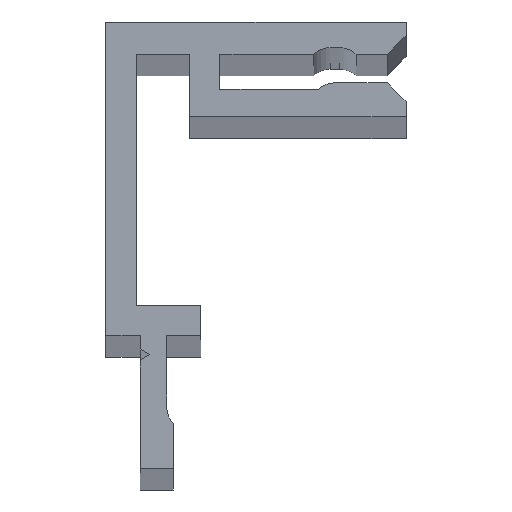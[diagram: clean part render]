
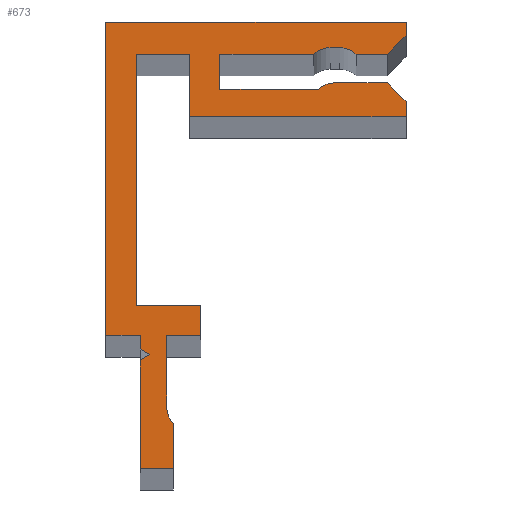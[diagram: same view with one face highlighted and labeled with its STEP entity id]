
A CAD part, top view. The second image highlights one B-rep face of the part: STEP entity #673.
In plain terms, the highlighted planar face has unit normal (0, 0, 1).
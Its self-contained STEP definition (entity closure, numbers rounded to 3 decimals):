
#25=CIRCLE('',#701,1.25);
#27=CIRCLE('',#715,1.25);
#29=CIRCLE('',#721,1.25);
#31=CIRCLE('',#725,1.25);
#160=ORIENTED_EDGE('',*,*,#224,.T.);
#161=ORIENTED_EDGE('',*,*,#228,.T.);
#162=ORIENTED_EDGE('',*,*,#231,.T.);
#163=ORIENTED_EDGE('',*,*,#234,.T.);
#164=ORIENTED_EDGE('',*,*,#237,.T.);
#165=ORIENTED_EDGE('',*,*,#240,.T.);
#166=ORIENTED_EDGE('',*,*,#243,.T.);
#167=ORIENTED_EDGE('',*,*,#246,.T.);
#168=ORIENTED_EDGE('',*,*,#249,.T.);
#169=ORIENTED_EDGE('',*,*,#252,.F.);
#170=ORIENTED_EDGE('',*,*,#255,.T.);
#171=ORIENTED_EDGE('',*,*,#258,.T.);
#172=ORIENTED_EDGE('',*,*,#261,.T.);
#173=ORIENTED_EDGE('',*,*,#264,.T.);
#174=ORIENTED_EDGE('',*,*,#267,.T.);
#175=ORIENTED_EDGE('',*,*,#270,.T.);
#176=ORIENTED_EDGE('',*,*,#273,.T.);
#177=ORIENTED_EDGE('',*,*,#276,.T.);
#178=ORIENTED_EDGE('',*,*,#279,.T.);
#179=ORIENTED_EDGE('',*,*,#282,.T.);
#180=ORIENTED_EDGE('',*,*,#285,.T.);
#181=ORIENTED_EDGE('',*,*,#288,.T.);
#182=ORIENTED_EDGE('',*,*,#291,.T.);
#183=ORIENTED_EDGE('',*,*,#294,.T.);
#184=ORIENTED_EDGE('',*,*,#297,.T.);
#185=ORIENTED_EDGE('',*,*,#300,.F.);
#186=ORIENTED_EDGE('',*,*,#303,.T.);
#187=ORIENTED_EDGE('',*,*,#306,.F.);
#188=ORIENTED_EDGE('',*,*,#309,.T.);
#189=ORIENTED_EDGE('',*,*,#312,.T.);
#190=ORIENTED_EDGE('',*,*,#314,.T.);
#224=EDGE_CURVE('',#318,#317,#379,.T.);
#228=EDGE_CURVE('',#317,#320,#383,.T.);
#231=EDGE_CURVE('',#320,#322,#386,.T.);
#234=EDGE_CURVE('',#322,#324,#389,.T.);
#237=EDGE_CURVE('',#324,#326,#392,.T.);
#240=EDGE_CURVE('',#326,#328,#395,.T.);
#243=EDGE_CURVE('',#328,#330,#398,.T.);
#246=EDGE_CURVE('',#330,#332,#401,.T.);
#249=EDGE_CURVE('',#332,#334,#404,.T.);
#252=EDGE_CURVE('',#336,#334,#25,.T.);
#255=EDGE_CURVE('',#336,#338,#408,.T.);
#258=EDGE_CURVE('',#338,#340,#411,.T.);
#261=EDGE_CURVE('',#340,#342,#414,.T.);
#264=EDGE_CURVE('',#342,#344,#417,.T.);
#267=EDGE_CURVE('',#344,#346,#420,.T.);
#270=EDGE_CURVE('',#346,#348,#423,.T.);
#273=EDGE_CURVE('',#348,#350,#426,.T.);
#276=EDGE_CURVE('',#350,#352,#429,.T.);
#279=EDGE_CURVE('',#352,#354,#432,.T.);
#282=EDGE_CURVE('',#354,#356,#435,.T.);
#285=EDGE_CURVE('',#356,#358,#438,.T.);
#288=EDGE_CURVE('',#358,#360,#27,.T.);
#291=EDGE_CURVE('',#360,#362,#442,.T.);
#294=EDGE_CURVE('',#362,#364,#445,.T.);
#297=EDGE_CURVE('',#364,#366,#448,.T.);
#300=EDGE_CURVE('',#368,#366,#29,.T.);
#303=EDGE_CURVE('',#368,#370,#452,.T.);
#306=EDGE_CURVE('',#372,#370,#31,.T.);
#309=EDGE_CURVE('',#372,#374,#456,.T.);
#312=EDGE_CURVE('',#374,#376,#459,.T.);
#314=EDGE_CURVE('',#376,#318,#461,.T.);
#317=VERTEX_POINT('',#909);
#318=VERTEX_POINT('',#911);
#320=VERTEX_POINT('',#917);
#322=VERTEX_POINT('',#923);
#324=VERTEX_POINT('',#929);
#326=VERTEX_POINT('',#935);
#328=VERTEX_POINT('',#941);
#330=VERTEX_POINT('',#947);
#332=VERTEX_POINT('',#953);
#334=VERTEX_POINT('',#959);
#336=VERTEX_POINT('',#965);
#338=VERTEX_POINT('',#971);
#340=VERTEX_POINT('',#977);
#342=VERTEX_POINT('',#983);
#344=VERTEX_POINT('',#989);
#346=VERTEX_POINT('',#995);
#348=VERTEX_POINT('',#1001);
#350=VERTEX_POINT('',#1007);
#352=VERTEX_POINT('',#1013);
#354=VERTEX_POINT('',#1019);
#356=VERTEX_POINT('',#1025);
#358=VERTEX_POINT('',#1031);
#360=VERTEX_POINT('',#1037);
#362=VERTEX_POINT('',#1043);
#364=VERTEX_POINT('',#1049);
#366=VERTEX_POINT('',#1055);
#368=VERTEX_POINT('',#1061);
#370=VERTEX_POINT('',#1067);
#372=VERTEX_POINT('',#1073);
#374=VERTEX_POINT('',#1079);
#376=VERTEX_POINT('',#1085);
#379=LINE('',#910,#464);
#383=LINE('',#918,#468);
#386=LINE('',#924,#471);
#389=LINE('',#930,#474);
#392=LINE('',#936,#477);
#395=LINE('',#942,#480);
#398=LINE('',#948,#483);
#401=LINE('',#954,#486);
#404=LINE('',#960,#489);
#408=LINE('',#972,#493);
#411=LINE('',#978,#496);
#414=LINE('',#984,#499);
#417=LINE('',#990,#502);
#420=LINE('',#996,#505);
#423=LINE('',#1002,#508);
#426=LINE('',#1008,#511);
#429=LINE('',#1014,#514);
#432=LINE('',#1020,#517);
#435=LINE('',#1026,#520);
#438=LINE('',#1032,#523);
#442=LINE('',#1044,#527);
#445=LINE('',#1050,#530);
#448=LINE('',#1056,#533);
#452=LINE('',#1068,#537);
#456=LINE('',#1080,#541);
#459=LINE('',#1086,#544);
#461=LINE('',#1089,#546);
#464=VECTOR('',#738,1000.);
#468=VECTOR('',#744,1000.);
#471=VECTOR('',#749,1000.);
#474=VECTOR('',#754,1000.);
#477=VECTOR('',#759,1000.);
#480=VECTOR('',#764,1000.);
#483=VECTOR('',#769,1000.);
#486=VECTOR('',#774,1000.);
#489=VECTOR('',#779,1000.);
#493=VECTOR('',#791,1000.);
#496=VECTOR('',#796,1000.);
#499=VECTOR('',#801,1000.);
#502=VECTOR('',#806,1000.);
#505=VECTOR('',#811,1000.);
#508=VECTOR('',#816,1000.);
#511=VECTOR('',#821,1000.);
#514=VECTOR('',#826,1000.);
#517=VECTOR('',#831,1000.);
#520=VECTOR('',#836,1000.);
#523=VECTOR('',#841,1000.);
#527=VECTOR('',#853,1000.);
#530=VECTOR('',#858,1000.);
#533=VECTOR('',#863,1000.);
#537=VECTOR('',#875,1000.);
#541=VECTOR('',#887,1000.);
#544=VECTOR('',#892,1000.);
#546=VECTOR('',#896,1000.);
#578=EDGE_LOOP('',(#160,#161,#162,#163,#164,#165,#166,#167,#168,#169,#170,
#171,#172,#173,#174,#175,#176,#177,#178,#179,#180,#181,#182,#183,#184,#185,
#186,#187,#188,#189,#190));
#611=FACE_BOUND('',#578,.T.);
#640=PLANE('',#729);
#673=ADVANCED_FACE('',(#611),#640,.T.);
#701=AXIS2_PLACEMENT_3D('',#966,#785,#786);
#715=AXIS2_PLACEMENT_3D('',#1038,#847,#848);
#721=AXIS2_PLACEMENT_3D('',#1062,#869,#870);
#725=AXIS2_PLACEMENT_3D('',#1074,#881,#882);
#729=AXIS2_PLACEMENT_3D('',#1090,#897,#898);
#738=DIRECTION('',(-1.,0.,0.));
#744=DIRECTION('',(0.,-1.,0.));
#749=DIRECTION('',(1.,0.,0.));
#754=DIRECTION('',(0.,-1.,0.));
#759=DIRECTION('',(0.866,-0.5,0.));
#764=DIRECTION('',(-0.866,-0.5,0.));
#769=DIRECTION('',(0.,-1.,0.));
#774=DIRECTION('',(1.,0.,0.));
#779=DIRECTION('',(0.,1.,0.));
#785=DIRECTION('',(0.,0.,1.));
#786=DIRECTION('',(1.,0.,0.));
#791=DIRECTION('',(0.,1.,0.));
#796=DIRECTION('',(1.,0.,0.));
#801=DIRECTION('',(0.,1.,0.));
#806=DIRECTION('',(-1.,0.,0.));
#811=DIRECTION('',(0.,1.,0.));
#816=DIRECTION('',(1.,0.,0.));
#821=DIRECTION('',(0.,-1.,0.));
#826=DIRECTION('',(1.,0.,0.));
#831=DIRECTION('',(0.,1.,0.));
#836=DIRECTION('',(-0.707,0.707,0.));
#841=DIRECTION('',(-1.,0.,0.));
#847=DIRECTION('',(0.,0.,1.));
#848=DIRECTION('',(1.,0.,0.));
#853=DIRECTION('',(-1.,0.,0.));
#858=DIRECTION('',(0.,1.,0.));
#863=DIRECTION('',(1.,0.,0.));
#869=DIRECTION('',(0.,0.,1.));
#870=DIRECTION('',(1.,0.,0.));
#875=DIRECTION('',(1.,0.,0.));
#881=DIRECTION('',(0.,0.,1.));
#882=DIRECTION('',(1.,0.,0.));
#887=DIRECTION('',(1.,0.,0.));
#892=DIRECTION('',(0.707,0.707,0.));
#896=DIRECTION('',(0.,1.,0.));
#897=DIRECTION('',(0.,0.,1.));
#898=DIRECTION('',(1.,0.,0.));
#909=CARTESIAN_POINT('',(0.,0.,649.));
#910=CARTESIAN_POINT('',(15.8,0.,649.));
#911=CARTESIAN_POINT('',(15.8,0.,649.));
#917=CARTESIAN_POINT('',(0.,-16.5,649.));
#918=CARTESIAN_POINT('',(0.,0.,649.));
#923=CARTESIAN_POINT('',(1.8,-16.5,649.));
#924=CARTESIAN_POINT('',(0.,-16.5,649.));
#929=CARTESIAN_POINT('',(1.8,-17.211,649.));
#930=CARTESIAN_POINT('',(1.8,-16.5,649.));
#935=CARTESIAN_POINT('',(2.3,-17.5,649.));
#936=CARTESIAN_POINT('',(1.8,-17.211,649.));
#941=CARTESIAN_POINT('',(1.8,-17.789,649.));
#942=CARTESIAN_POINT('',(2.3,-17.5,649.));
#947=CARTESIAN_POINT('',(1.8,-23.5,649.));
#948=CARTESIAN_POINT('',(1.8,-17.789,649.));
#953=CARTESIAN_POINT('',(3.55,-23.5,649.));
#954=CARTESIAN_POINT('',(1.8,-23.5,649.));
#959=CARTESIAN_POINT('',(3.55,-21.137,649.));
#960=CARTESIAN_POINT('',(3.55,-23.5,649.));
#965=CARTESIAN_POINT('',(3.2,-20.269,649.));
#966=CARTESIAN_POINT('',(4.45,-20.269,649.));
#971=CARTESIAN_POINT('',(3.2,-16.5,649.));
#972=CARTESIAN_POINT('',(3.2,-20.269,649.));
#977=CARTESIAN_POINT('',(5.,-16.5,649.));
#978=CARTESIAN_POINT('',(3.2,-16.5,649.));
#983=CARTESIAN_POINT('',(5.,-14.9,649.));
#984=CARTESIAN_POINT('',(5.,-16.5,649.));
#989=CARTESIAN_POINT('',(1.6,-14.9,649.));
#990=CARTESIAN_POINT('',(5.,-14.9,649.));
#995=CARTESIAN_POINT('',(1.6,-1.7,649.));
#996=CARTESIAN_POINT('',(1.6,-14.9,649.));
#1001=CARTESIAN_POINT('',(4.4,-1.7,649.));
#1002=CARTESIAN_POINT('',(1.6,-1.7,649.));
#1007=CARTESIAN_POINT('',(4.4,-5.,649.));
#1008=CARTESIAN_POINT('',(4.4,-1.7,649.));
#1013=CARTESIAN_POINT('',(15.8,-5.,649.));
#1014=CARTESIAN_POINT('',(4.4,-5.,649.));
#1019=CARTESIAN_POINT('',(15.8,-4.2,649.));
#1020=CARTESIAN_POINT('',(15.8,-5.,649.));
#1025=CARTESIAN_POINT('',(14.8,-3.2,649.));
#1026=CARTESIAN_POINT('',(15.8,-4.2,649.));
#1031=CARTESIAN_POINT('',(12.05,-3.2,649.));
#1032=CARTESIAN_POINT('',(14.8,-3.2,649.));
#1037=CARTESIAN_POINT('',(11.183,-3.55,649.));
#1038=CARTESIAN_POINT('',(12.05,-4.45,649.));
#1043=CARTESIAN_POINT('',(6.,-3.55,649.));
#1044=CARTESIAN_POINT('',(11.183,-3.55,649.));
#1049=CARTESIAN_POINT('',(6.,-1.7,649.));
#1050=CARTESIAN_POINT('',(6.,-3.55,649.));
#1055=CARTESIAN_POINT('',(10.933,-1.7,649.));
#1056=CARTESIAN_POINT('',(6.,-1.7,649.));
#1061=CARTESIAN_POINT('',(11.8,-1.35,649.));
#1062=CARTESIAN_POINT('',(11.8,-2.6,649.));
#1067=CARTESIAN_POINT('',(12.3,-1.35,649.));
#1068=CARTESIAN_POINT('',(11.8,-1.35,649.));
#1073=CARTESIAN_POINT('',(13.167,-1.7,649.));
#1074=CARTESIAN_POINT('',(12.3,-2.6,649.));
#1079=CARTESIAN_POINT('',(14.8,-1.7,649.));
#1080=CARTESIAN_POINT('',(13.167,-1.7,649.));
#1085=CARTESIAN_POINT('',(15.8,-0.7,649.));
#1086=CARTESIAN_POINT('',(14.8,-1.7,649.));
#1089=CARTESIAN_POINT('',(15.8,-0.7,649.));
#1090=CARTESIAN_POINT('',(4.45,-20.269,649.));
